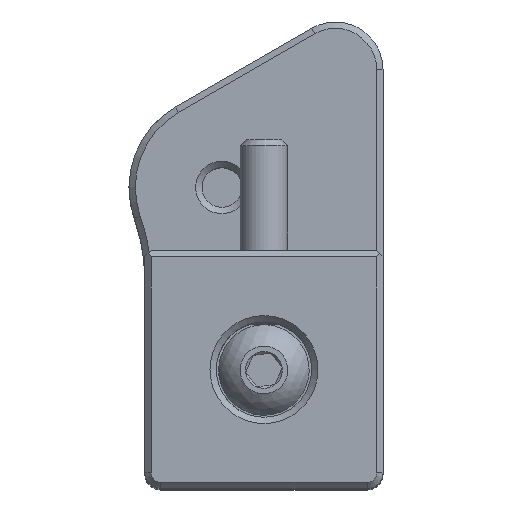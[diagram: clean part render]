
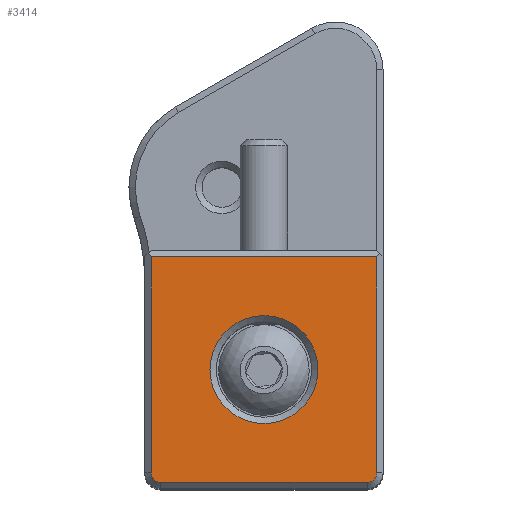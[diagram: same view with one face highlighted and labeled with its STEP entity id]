
A CAD part, top view. The second image highlights one B-rep face of the part: STEP entity #3414.
In plain terms, the highlighted planar face has unit normal (0, 0, 1).
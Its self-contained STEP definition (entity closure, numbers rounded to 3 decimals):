
#206=PLANE('',#3936);
#265=FACE_BOUND('',#1233,.T.);
#461=LINE('',#6324,#699);
#462=LINE('',#6328,#700);
#463=LINE('',#6332,#701);
#464=LINE('',#6333,#702);
#699=VECTOR('',#4930,10.);
#700=VECTOR('',#4933,10.);
#701=VECTOR('',#4936,10.);
#702=VECTOR('',#4937,10.);
#976=FACE_OUTER_BOUND('',#1232,.T.);
#1232=EDGE_LOOP('',(#2986,#2987,#2988,#2989,#2990,#2991));
#1233=EDGE_LOOP('',(#2992));
#1433=CIRCLE('',#3935,3.4);
#1434=CIRCLE('',#3937,0.6);
#1435=CIRCLE('',#3938,0.6);
#1735=VERTEX_POINT('',#6318);
#1736=VERTEX_POINT('',#6322);
#1737=VERTEX_POINT('',#6323);
#1738=VERTEX_POINT('',#6325);
#1739=VERTEX_POINT('',#6327);
#1740=VERTEX_POINT('',#6329);
#1741=VERTEX_POINT('',#6331);
#2162=EDGE_CURVE('',#1735,#1735,#1433,.T.);
#2164=EDGE_CURVE('',#1736,#1737,#461,.T.);
#2165=EDGE_CURVE('',#1738,#1736,#1434,.T.);
#2166=EDGE_CURVE('',#1739,#1738,#462,.T.);
#2167=EDGE_CURVE('',#1740,#1739,#1435,.T.);
#2168=EDGE_CURVE('',#1741,#1740,#463,.T.);
#2169=EDGE_CURVE('',#1737,#1741,#464,.T.);
#2986=ORIENTED_EDGE('',*,*,#2164,.F.);
#2987=ORIENTED_EDGE('',*,*,#2165,.F.);
#2988=ORIENTED_EDGE('',*,*,#2166,.F.);
#2989=ORIENTED_EDGE('',*,*,#2167,.F.);
#2990=ORIENTED_EDGE('',*,*,#2168,.F.);
#2991=ORIENTED_EDGE('',*,*,#2169,.F.);
#2992=ORIENTED_EDGE('',*,*,#2162,.F.);
#3414=ADVANCED_FACE('',(#976,#265),#206,.T.);
#3935=AXIS2_PLACEMENT_3D('',#6319,#4925,#4926);
#3936=AXIS2_PLACEMENT_3D('',#6321,#4928,#4929);
#3937=AXIS2_PLACEMENT_3D('',#6326,#4931,#4932);
#3938=AXIS2_PLACEMENT_3D('',#6330,#4934,#4935);
#4925=DIRECTION('center_axis',(0.,0.,1.));
#4926=DIRECTION('ref_axis',(-1.,0.,0.));
#4928=DIRECTION('center_axis',(0.,0.,1.));
#4929=DIRECTION('ref_axis',(-1.,0.,0.));
#4930=DIRECTION('',(0.,1.,0.));
#4931=DIRECTION('center_axis',(0.,0.,-1.));
#4932=DIRECTION('ref_axis',(-0.707,-0.707,0.));
#4933=DIRECTION('',(-1.,0.,0.));
#4934=DIRECTION('center_axis',(0.,0.,-1.));
#4935=DIRECTION('ref_axis',(0.707,-0.707,0.));
#4936=DIRECTION('',(0.,-1.,0.));
#4937=DIRECTION('',(1.,0.,0.));
#6318=CARTESIAN_POINT('',(10.9,7.5,48.));
#6319=CARTESIAN_POINT('Origin',(7.5,7.5,48.));
#6321=CARTESIAN_POINT('Origin',(7.,15.808,48.));
#6322=CARTESIAN_POINT('',(0.4,1.,48.));
#6323=CARTESIAN_POINT('',(0.4,14.6,48.));
#6324=CARTESIAN_POINT('',(0.4,15.768,48.));
#6325=CARTESIAN_POINT('',(1.,0.4,48.));
#6326=CARTESIAN_POINT('Origin',(1.,1.,48.));
#6327=CARTESIAN_POINT('',(14.,0.4,48.));
#6328=CARTESIAN_POINT('',(3.5,0.4,48.));
#6329=CARTESIAN_POINT('',(14.6,1.,48.));
#6330=CARTESIAN_POINT('Origin',(14.,1.,48.));
#6331=CARTESIAN_POINT('',(14.6,14.6,48.));
#6332=CARTESIAN_POINT('',(14.6,7.904,48.));
#6333=CARTESIAN_POINT('',(11.,14.6,48.));
